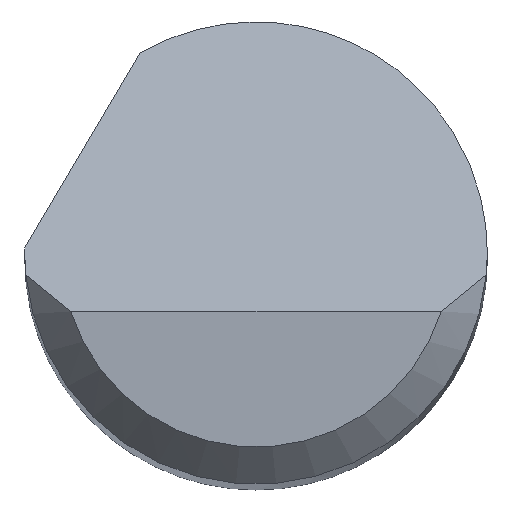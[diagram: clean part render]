
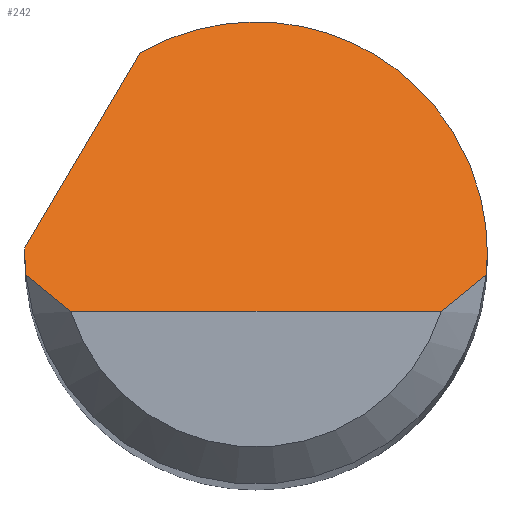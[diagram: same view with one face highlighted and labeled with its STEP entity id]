
A CAD part, top view. The second image highlights one B-rep face of the part: STEP entity #242.
In plain terms, the highlighted planar face has unit normal (0, 0.707, 0.707).
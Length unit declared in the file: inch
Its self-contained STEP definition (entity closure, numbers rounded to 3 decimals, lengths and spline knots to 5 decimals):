
#16 = VECTOR ( 'NONE', #700, 39.37008 ) ;
#20 = ORIENTED_EDGE ( 'NONE', *, *, #291, .F. ) ;
#25 = ORIENTED_EDGE ( 'NONE', *, *, #171, .F. ) ;
#49 = ORIENTED_EDGE ( 'NONE', *, *, #648, .T. ) ;
#57 = CARTESIAN_POINT ( 'NONE',  ( 0.07508, -0.02375, 2. ) ) ;
#80 = CARTESIAN_POINT ( 'NONE',  ( 0., -0.02375, 2. ) ) ;
#114 = CARTESIAN_POINT ( 'NONE',  ( -0.10667, -0.01994, 1.99619 ) ) ;
#116 = CARTESIAN_POINT ( 'NONE',  ( -0.08761, -0.01397, 1.99022 ) ) ;
#153 = CARTESIAN_POINT ( 'NONE',  ( 0.09375, 0., 1.97625 ) ) ;
#156 = CARTESIAN_POINT ( 'NONE',  ( -0.09375, 0., 1.97625 ) ) ;
#159 = EDGE_CURVE ( 'NONE', #388, #435, #707, .T. ) ;
#168 = CARTESIAN_POINT ( 'NONE',  ( -0.09375, -0.00292, 1.97917 ) ) ;
#171 = EDGE_CURVE ( 'NONE', #534, #231, #721, .T. ) ;
#194 = CARTESIAN_POINT ( 'NONE',  ( -0.09375, 0., 1.97625 ) ) ;
#201 = CARTESIAN_POINT ( 'NONE',  ( 0.09361, -0.00584, 1.98209 ) ) ;
#227 = PLANE ( 'NONE',  #619 ) ;
#228 = VERTEX_POINT ( 'NONE', #400 ) ;
#231 = VERTEX_POINT ( 'NONE', #406 ) ;
#242 = ADVANCED_FACE ( 'NONE', ( #342 ), #227, .F. ) ;
#252 = ORIENTED_EDGE ( 'NONE', *, *, #664, .T. ) ;
#254 = CARTESIAN_POINT ( 'NONE',  ( 0.09375, 0.08136, 1.89489 ) ) ;
#274 = B_SPLINE_CURVE_WITH_KNOTS ( 'NONE', 3,
 ( #659, #116, #536, #599 ),
 .UNSPECIFIED., .F., .F.,
 ( 4, 4 ),
 ( 0., 0.00071 ),
 .UNSPECIFIED. ) ;
#275 = CARTESIAN_POINT ( 'NONE',  ( 0.08157, -0.019, 1.99525 ) ) ;
#279 =( BOUNDED_CURVE ( )  B_SPLINE_CURVE ( 3, ( #759, #347, #168, #156 ),
 .UNSPECIFIED., .F., .T. ) 
 B_SPLINE_CURVE_WITH_KNOTS ( ( 4, 4 ),
 ( 4.61892, 4.71239 ),
 .UNSPECIFIED. ) 
 CURVE ( )  GEOMETRIC_REPRESENTATION_ITEM ( )  RATIONAL_B_SPLINE_CURVE ( ( 1., 0.999, 0.999, 1. ) ) 
 REPRESENTATION_ITEM ( '' )  );
#291 = EDGE_CURVE ( 'NONE', #431, #534, #279, .T. ) ;
#296 = LINE ( 'NONE', #80, #656 ) ;
#300 =( BOUNDED_CURVE ( )  B_SPLINE_CURVE ( 3, ( #445, #510, #201, #688 ),
 .UNSPECIFIED., .F., .T. ) 
 B_SPLINE_CURVE_WITH_KNOTS ( ( 4, 4 ),
 ( 1.5708, 1.66427 ),
 .UNSPECIFIED. ) 
 CURVE ( )  GEOMETRIC_REPRESENTATION_ITEM ( )  RATIONAL_B_SPLINE_CURVE ( ( 1., 0.999, 0.999, 1. ) ) 
 REPRESENTATION_ITEM ( '' )  );
#311 = ORIENTED_EDGE ( 'NONE', *, *, #469, .F. ) ;
#318 = CARTESIAN_POINT ( 'NONE',  ( -0.09334, -0.00875, 1.985 ) ) ;
#327 = EDGE_CURVE ( 'NONE', #431, #336, #274, .T. ) ;
#336 = VERTEX_POINT ( 'NONE', #717 ) ;
#342 = FACE_OUTER_BOUND ( 'NONE', #509, .T. ) ;
#347 = CARTESIAN_POINT ( 'NONE',  ( -0.09361, -0.00584, 1.98209 ) ) ;
#388 = VERTEX_POINT ( 'NONE', #608 ) ;
#399 = CARTESIAN_POINT ( 'NONE',  ( 0.08761, -0.01397, 1.99022 ) ) ;
#400 = CARTESIAN_POINT ( 'NONE',  ( 0.07508, -0.02375, 2. ) ) ;
#406 = CARTESIAN_POINT ( 'NONE',  ( -0.09373, 0.002, 1.97425 ) ) ;
#431 = VERTEX_POINT ( 'NONE', #318 ) ;
#432 = B_SPLINE_CURVE_WITH_KNOTS ( 'NONE', 3,
 ( #57, #275, #399, #641 ),
 .UNSPECIFIED., .F., .F.,
 ( 4, 4 ),
 ( 0., 0.00071 ),
 .UNSPECIFIED. ) ;
#434 = CARTESIAN_POINT ( 'NONE',  ( -0.09375, 0.00067, 1.97558 ) ) ;
#435 = VERTEX_POINT ( 'NONE', #613 ) ;
#436 = DIRECTION ( 'NONE',  ( 1., 0., 0. ) ) ;
#445 = CARTESIAN_POINT ( 'NONE',  ( 0.09375, 0., 1.97625 ) ) ;
#458 = DIRECTION ( 'NONE',  ( 0., 0.707, -0.707 ) ) ;
#463 = CARTESIAN_POINT ( 'NONE',  ( -0.09375, -0.02375, 2. ) ) ;
#469 = EDGE_CURVE ( 'NONE', #435, #576, #300, .T. ) ;
#502 = CARTESIAN_POINT ( 'NONE',  ( -0.09374, 0.00133, 1.97492 ) ) ;
#509 = EDGE_LOOP ( 'NONE', ( #252, #49, #311, #754, #601, #25, #20, #760 ) ) ;
#510 = CARTESIAN_POINT ( 'NONE',  ( 0.09375, -0.00292, 1.97917 ) ) ;
#534 = VERTEX_POINT ( 'NONE', #653 ) ;
#536 = CARTESIAN_POINT ( 'NONE',  ( -0.08157, -0.019, 1.99525 ) ) ;
#563 = CARTESIAN_POINT ( 'NONE',  ( -0.0471, 0.08106, 1.89519 ) ) ;
#576 = VERTEX_POINT ( 'NONE', #658 ) ;
#599 = CARTESIAN_POINT ( 'NONE',  ( -0.07508, -0.02375, 2. ) ) ;
#601 = ORIENTED_EDGE ( 'NONE', *, *, #614, .F. ) ;
#608 = CARTESIAN_POINT ( 'NONE',  ( -0.0471, 0.08106, 1.89519 ) ) ;
#613 = CARTESIAN_POINT ( 'NONE',  ( 0.09375, 0., 1.97625 ) ) ;
#614 = EDGE_CURVE ( 'NONE', #231, #388, #636, .T. ) ;
#619 = AXIS2_PLACEMENT_3D ( 'NONE', #463, #704, #458 ) ;
#636 = LINE ( 'NONE', #114, #16 ) ;
#641 = CARTESIAN_POINT ( 'NONE',  ( 0.09334, -0.00875, 1.985 ) ) ;
#648 = EDGE_CURVE ( 'NONE', #228, #576, #432, .T. ) ;
#653 = CARTESIAN_POINT ( 'NONE',  ( -0.09375, 0., 1.97625 ) ) ;
#656 = VECTOR ( 'NONE', #436, 39.37008 ) ;
#658 = CARTESIAN_POINT ( 'NONE',  ( 0.09334, -0.00875, 1.985 ) ) ;
#659 = CARTESIAN_POINT ( 'NONE',  ( -0.09334, -0.00875, 1.985 ) ) ;
#664 = EDGE_CURVE ( 'NONE', #336, #228, #296, .T. ) ;
#677 = CARTESIAN_POINT ( 'NONE',  ( -0.09373, 0.002, 1.97425 ) ) ;
#688 = CARTESIAN_POINT ( 'NONE',  ( 0.09334, -0.00875, 1.985 ) ) ;
#694 = CARTESIAN_POINT ( 'NONE',  ( 0.02324, 0.12193, 1.85432 ) ) ;
#700 = DIRECTION ( 'NONE',  ( 0.385, 0.653, -0.653 ) ) ;
#704 = DIRECTION ( 'NONE',  ( 0., -0.707, -0.707 ) ) ;
#707 =( BOUNDED_CURVE ( )  B_SPLINE_CURVE ( 3, ( #563, #694, #254, #153 ),
 .UNSPECIFIED., .F., .T. ) 
 B_SPLINE_CURVE_WITH_KNOTS ( ( 4, 4 ),
 ( 5.75677, 7.85398 ),
 .UNSPECIFIED. ) 
 CURVE ( )  GEOMETRIC_REPRESENTATION_ITEM ( )  RATIONAL_B_SPLINE_CURVE ( ( 1., 0.666, 0.666, 1. ) ) 
 REPRESENTATION_ITEM ( '' )  );
#717 = CARTESIAN_POINT ( 'NONE',  ( -0.07508, -0.02375, 2. ) ) ;
#721 =( BOUNDED_CURVE ( )  B_SPLINE_CURVE ( 3, ( #194, #434, #502, #677 ),
 .UNSPECIFIED., .F., .F. ) 
 B_SPLINE_CURVE_WITH_KNOTS ( ( 4, 4 ),
 ( 4.71239, 4.73372 ),
 .UNSPECIFIED. ) 
 CURVE ( )  GEOMETRIC_REPRESENTATION_ITEM ( )  RATIONAL_B_SPLINE_CURVE ( ( 1., 1., 1., 1. ) ) 
 REPRESENTATION_ITEM ( '' )  );
#754 = ORIENTED_EDGE ( 'NONE', *, *, #159, .F. ) ;
#759 = CARTESIAN_POINT ( 'NONE',  ( -0.09334, -0.00875, 1.985 ) ) ;
#760 = ORIENTED_EDGE ( 'NONE', *, *, #327, .T. ) ;
